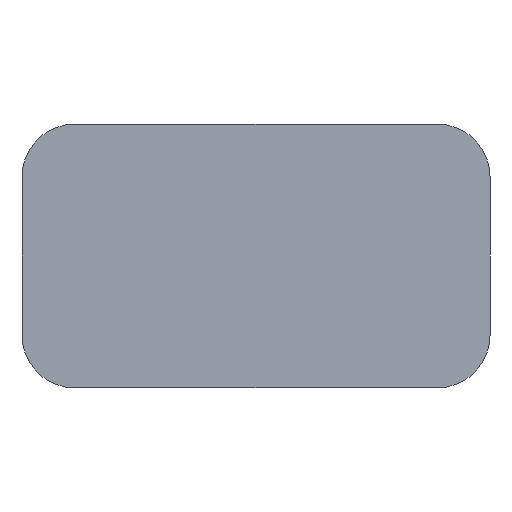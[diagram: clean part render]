
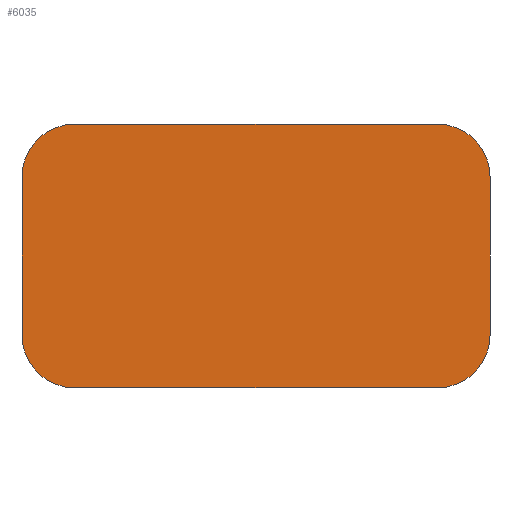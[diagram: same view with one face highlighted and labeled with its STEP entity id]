
A CAD part, front view. The second image highlights one B-rep face of the part: STEP entity #6035.
In plain terms, the highlighted planar face has unit normal (0, -1, 0).
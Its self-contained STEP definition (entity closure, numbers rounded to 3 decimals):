
#74 = ORIENTED_EDGE ( 'NONE', *, *, #2365, .T. ) ;
#121 = EDGE_CURVE ( 'NONE', #836, #2445, #5568, .T. ) ;
#245 = VECTOR ( 'NONE', #1613, 1000. ) ;
#257 = CARTESIAN_POINT ( 'NONE',  ( -35.5, -42., -12. ) ) ;
#275 = CARTESIAN_POINT ( 'NONE',  ( 35.5, -42., 20. ) ) ;
#332 = DIRECTION ( 'NONE',  ( 0., -1., 0. ) ) ;
#346 = DIRECTION ( 'NONE',  ( 0., 0., -1. ) ) ;
#543 = EDGE_LOOP ( 'NONE', ( #2121, #1390, #551, #1532, #5822, #3135, #2259, #74 ) ) ;
#551 = ORIENTED_EDGE ( 'NONE', *, *, #5760, .T. ) ;
#666 = AXIS2_PLACEMENT_3D ( 'NONE', #2761, #1814, #806 ) ;
#737 = VECTOR ( 'NONE', #6053, 1000. ) ;
#806 = DIRECTION ( 'NONE',  ( -1., 0., 0. ) ) ;
#836 = VERTEX_POINT ( 'NONE', #2123 ) ;
#1069 = EDGE_CURVE ( 'NONE', #4358, #3431, #2546, .T. ) ;
#1224 = VERTEX_POINT ( 'NONE', #2504 ) ;
#1381 = CARTESIAN_POINT ( 'NONE',  ( -27.5, -42., 20. ) ) ;
#1390 = ORIENTED_EDGE ( 'NONE', *, *, #5091, .T. ) ;
#1504 = VERTEX_POINT ( 'NONE', #257 ) ;
#1532 = ORIENTED_EDGE ( 'NONE', *, *, #3647, .T. ) ;
#1574 = DIRECTION ( 'NONE',  ( 1., 0., 0. ) ) ;
#1613 = DIRECTION ( 'NONE',  ( 1., 0., 0. ) ) ;
#1814 = DIRECTION ( 'NONE',  ( 0., 1., 0. ) ) ;
#1842 = CIRCLE ( 'NONE', #5585, 8. ) ;
#2121 = ORIENTED_EDGE ( 'NONE', *, *, #4644, .T. ) ;
#2123 = CARTESIAN_POINT ( 'NONE',  ( 35.5, -42., 12. ) ) ;
#2259 = ORIENTED_EDGE ( 'NONE', *, *, #1069, .F. ) ;
#2365 = EDGE_CURVE ( 'NONE', #4358, #1224, #6182, .T. ) ;
#2445 = VERTEX_POINT ( 'NONE', #4603 ) ;
#2504 = CARTESIAN_POINT ( 'NONE',  ( -35.5, -42., 12. ) ) ;
#2546 = LINE ( 'NONE', #4492, #245 ) ;
#2644 = AXIS2_PLACEMENT_3D ( 'NONE', #3905, #4470, #5924 ) ;
#2761 = CARTESIAN_POINT ( 'NONE',  ( -35.5, -42., 20. ) ) ;
#2845 = VECTOR ( 'NONE', #346, 1000. ) ;
#3044 = AXIS2_PLACEMENT_3D ( 'NONE', #3624, #4126, #5990 ) ;
#3045 = EDGE_CURVE ( 'NONE', #836, #3431, #5379, .T. ) ;
#3135 = ORIENTED_EDGE ( 'NONE', *, *, #3045, .T. ) ;
#3193 = LINE ( 'NONE', #4680, #2845 ) ;
#3382 = CARTESIAN_POINT ( 'NONE',  ( -27.5, -42., 12. ) ) ;
#3431 = VERTEX_POINT ( 'NONE', #6134 ) ;
#3624 = CARTESIAN_POINT ( 'NONE',  ( 27.5, -42., 12. ) ) ;
#3647 = EDGE_CURVE ( 'NONE', #5812, #2445, #1842, .T. ) ;
#3770 = VERTEX_POINT ( 'NONE', #4225 ) ;
#3905 = CARTESIAN_POINT ( 'NONE',  ( -27.5, -42., -12. ) ) ;
#3967 = CARTESIAN_POINT ( 'NONE',  ( -35.5, -42., -20. ) ) ;
#3969 = DIRECTION ( 'NONE',  ( 0., -1., 0. ) ) ;
#4126 = DIRECTION ( 'NONE',  ( 0., -1., 0. ) ) ;
#4195 = CARTESIAN_POINT ( 'NONE',  ( 27.5, -42., -12. ) ) ;
#4225 = CARTESIAN_POINT ( 'NONE',  ( -27.5, -42., -20. ) ) ;
#4358 = VERTEX_POINT ( 'NONE', #1381 ) ;
#4470 = DIRECTION ( 'NONE',  ( 0., -1., 0. ) ) ;
#4492 = CARTESIAN_POINT ( 'NONE',  ( -35.5, -42., 20. ) ) ;
#4603 = CARTESIAN_POINT ( 'NONE',  ( 35.5, -42., -12. ) ) ;
#4644 = EDGE_CURVE ( 'NONE', #1224, #1504, #3193, .T. ) ;
#4664 = AXIS2_PLACEMENT_3D ( 'NONE', #3382, #3969, #4989 ) ;
#4680 = CARTESIAN_POINT ( 'NONE',  ( -35.5, -42., 20. ) ) ;
#4949 = LINE ( 'NONE', #3967, #6111 ) ;
#4989 = DIRECTION ( 'NONE',  ( -1., 0., 0. ) ) ;
#5091 = EDGE_CURVE ( 'NONE', #1504, #3770, #5493, .T. ) ;
#5379 = CIRCLE ( 'NONE', #3044, 8. ) ;
#5493 = CIRCLE ( 'NONE', #2644, 8. ) ;
#5530 = CARTESIAN_POINT ( 'NONE',  ( 27.5, -42., -20. ) ) ;
#5568 = LINE ( 'NONE', #275, #737 ) ;
#5585 = AXIS2_PLACEMENT_3D ( 'NONE', #4195, #332, #6125 ) ;
#5760 = EDGE_CURVE ( 'NONE', #3770, #5812, #4949, .T. ) ;
#5762 = PLANE ( 'NONE',  #666 ) ;
#5812 = VERTEX_POINT ( 'NONE', #5530 ) ;
#5822 = ORIENTED_EDGE ( 'NONE', *, *, #121, .F. ) ;
#5924 = DIRECTION ( 'NONE',  ( -1., 0., 0. ) ) ;
#5990 = DIRECTION ( 'NONE',  ( -1., 0., 0. ) ) ;
#6035 = ADVANCED_FACE ( 'NONE', ( #6242 ), #5762, .F. ) ;
#6053 = DIRECTION ( 'NONE',  ( 0., 0., -1. ) ) ;
#6111 = VECTOR ( 'NONE', #1574, 1000. ) ;
#6125 = DIRECTION ( 'NONE',  ( -1., 0., 0. ) ) ;
#6134 = CARTESIAN_POINT ( 'NONE',  ( 27.5, -42., 20. ) ) ;
#6182 = CIRCLE ( 'NONE', #4664, 8. ) ;
#6242 = FACE_OUTER_BOUND ( 'NONE', #543, .T. ) ;
